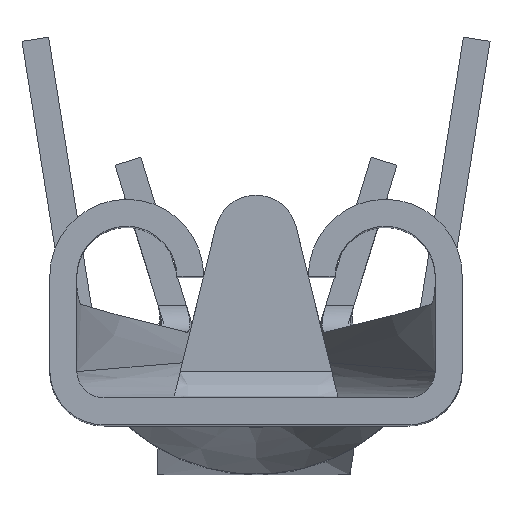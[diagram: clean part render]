
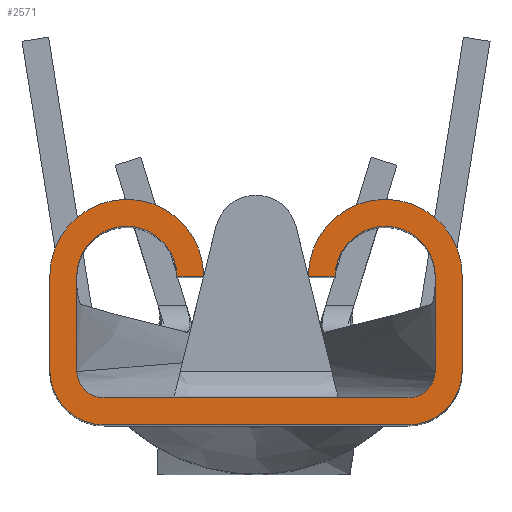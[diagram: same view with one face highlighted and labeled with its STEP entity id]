
A CAD part, top view. The second image highlights one B-rep face of the part: STEP entity #2571.
In plain terms, the highlighted planar face has unit normal (0, 0, 1).
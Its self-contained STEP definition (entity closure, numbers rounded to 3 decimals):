
#686=CARTESIAN_POINT('',(1.402,0.503,0.));
#687=DIRECTION('',(0.,0.,1.));
#688=DIRECTION('',(0.,-1.,0.));
#689=AXIS2_PLACEMENT_3D('',#686,#687,#688);
#691=DIRECTION('',(1.,0.,0.));
#692=VECTOR('',#691,2.804);
#693=CARTESIAN_POINT('',(-1.402,0.,0.));
#694=LINE('',#693,#692);
#695=CARTESIAN_POINT('',(-1.402,0.503,0.));
#696=DIRECTION('',(0.,0.,1.));
#697=DIRECTION('',(-1.,0.,0.));
#698=AXIS2_PLACEMENT_3D('',#695,#696,#697);
#700=DIRECTION('',(0.,-1.,0.));
#701=VECTOR('',#700,0.869);
#702=CARTESIAN_POINT('',(-1.905,1.372,0.));
#703=LINE('',#702,#701);
#704=CARTESIAN_POINT('',(-1.194,1.372,0.));
#705=DIRECTION('',(0.,0.,1.));
#706=DIRECTION('',(1.,0.,0.));
#707=AXIS2_PLACEMENT_3D('',#704,#705,#706);
#709=DIRECTION('',(1.,0.,0.));
#710=VECTOR('',#709,0.249);
#711=CARTESIAN_POINT('',(-0.732,1.372,0.));
#712=LINE('',#711,#710);
#713=CARTESIAN_POINT('',(-1.194,1.372,0.));
#714=DIRECTION('',(0.,0.,-1.));
#715=DIRECTION('',(-1.,0.,0.));
#716=AXIS2_PLACEMENT_3D('',#713,#714,#715);
#718=DIRECTION('',(0.,1.,0.));
#719=VECTOR('',#718,0.869);
#720=CARTESIAN_POINT('',(-1.656,0.503,0.));
#721=LINE('',#720,#719);
#722=CARTESIAN_POINT('',(-1.402,0.503,0.));
#723=DIRECTION('',(0.,0.,-1.));
#724=DIRECTION('',(0.,-1.,0.));
#725=AXIS2_PLACEMENT_3D('',#722,#723,#724);
#727=DIRECTION('',(-1.,0.,0.));
#728=VECTOR('',#727,2.804);
#729=CARTESIAN_POINT('',(1.402,0.249,0.));
#730=LINE('',#729,#728);
#731=CARTESIAN_POINT('',(1.402,0.503,0.));
#732=DIRECTION('',(0.,0.,-1.));
#733=DIRECTION('',(1.,0.,0.));
#734=AXIS2_PLACEMENT_3D('',#731,#732,#733);
#736=DIRECTION('',(0.,-1.,0.));
#737=VECTOR('',#736,0.869);
#738=CARTESIAN_POINT('',(1.656,1.372,0.));
#739=LINE('',#738,#737);
#740=CARTESIAN_POINT('',(1.194,1.372,0.));
#741=DIRECTION('',(0.,0.,-1.));
#742=DIRECTION('',(-1.,0.,0.));
#743=AXIS2_PLACEMENT_3D('',#740,#741,#742);
#745=DIRECTION('',(1.,0.,0.));
#746=VECTOR('',#745,0.249);
#747=CARTESIAN_POINT('',(0.483,1.372,0.));
#748=LINE('',#747,#746);
#749=CARTESIAN_POINT('',(1.194,1.372,0.));
#750=DIRECTION('',(0.,0.,1.));
#751=DIRECTION('',(1.,0.,0.));
#752=AXIS2_PLACEMENT_3D('',#749,#750,#751);
#754=DIRECTION('',(0.,1.,0.));
#755=VECTOR('',#754,0.869);
#756=CARTESIAN_POINT('',(1.905,0.503,0.));
#757=LINE('',#756,#755);
#1209=CARTESIAN_POINT('',(-1.402,0.,0.));
#1210=CARTESIAN_POINT('',(1.402,0.,0.));
#1211=VERTEX_POINT('',#1209);
#1212=VERTEX_POINT('',#1210);
#1213=CARTESIAN_POINT('',(1.905,0.503,0.));
#1214=VERTEX_POINT('',#1213);
#1215=CARTESIAN_POINT('',(1.905,1.372,0.));
#1216=VERTEX_POINT('',#1215);
#1217=CARTESIAN_POINT('',(0.483,1.372,0.));
#1218=VERTEX_POINT('',#1217);
#1219=CARTESIAN_POINT('',(0.732,1.372,0.));
#1220=VERTEX_POINT('',#1219);
#1221=CARTESIAN_POINT('',(1.656,1.372,0.));
#1222=VERTEX_POINT('',#1221);
#1223=CARTESIAN_POINT('',(1.656,0.503,0.));
#1224=VERTEX_POINT('',#1223);
#1225=CARTESIAN_POINT('',(1.402,0.249,0.));
#1226=VERTEX_POINT('',#1225);
#1227=CARTESIAN_POINT('',(-1.402,0.249,0.));
#1228=VERTEX_POINT('',#1227);
#1233=CARTESIAN_POINT('',(-1.656,0.503,0.));
#1234=VERTEX_POINT('',#1233);
#1235=CARTESIAN_POINT('',(-1.656,1.372,0.));
#1236=VERTEX_POINT('',#1235);
#1237=CARTESIAN_POINT('',(-0.732,1.372,0.));
#1238=VERTEX_POINT('',#1237);
#1239=CARTESIAN_POINT('',(-0.483,1.372,0.));
#1240=VERTEX_POINT('',#1239);
#1241=CARTESIAN_POINT('',(-1.905,1.372,0.));
#1242=VERTEX_POINT('',#1241);
#1243=CARTESIAN_POINT('',(-1.905,0.503,0.));
#1244=VERTEX_POINT('',#1243);
#2537=CARTESIAN_POINT('',(0.,0.,0.));
#2538=DIRECTION('',(0.,0.,1.));
#2539=DIRECTION('',(1.,0.,0.));
#2540=AXIS2_PLACEMENT_3D('',#2537,#2538,#2539);
#2541=PLANE('',#2540);
#2543=ORIENTED_EDGE('',*,*,#2542,.F.);
#2545=ORIENTED_EDGE('',*,*,#2544,.F.);
#2547=ORIENTED_EDGE('',*,*,#2546,.F.);
#2549=ORIENTED_EDGE('',*,*,#2548,.F.);
#2551=ORIENTED_EDGE('',*,*,#2550,.F.);
#2553=ORIENTED_EDGE('',*,*,#2552,.F.);
#2554=ORIENTED_EDGE('',*,*,#2271,.F.);
#2555=ORIENTED_EDGE('',*,*,#2287,.F.);
#2557=ORIENTED_EDGE('',*,*,#2556,.F.);
#2559=ORIENTED_EDGE('',*,*,#2558,.F.);
#2561=ORIENTED_EDGE('',*,*,#2560,.F.);
#2562=ORIENTED_EDGE('',*,*,#2502,.F.);
#2563=ORIENTED_EDGE('',*,*,#2517,.F.);
#2564=ORIENTED_EDGE('',*,*,#2528,.F.);
#2566=ORIENTED_EDGE('',*,*,#2565,.F.);
#2568=ORIENTED_EDGE('',*,*,#2567,.F.);
#2569=EDGE_LOOP('',(#2543,#2545,#2547,#2549,#2551,#2553,#2554,#2555,#2557,#2559,
#2561,#2562,#2563,#2564,#2566,#2568));
#2570=FACE_OUTER_BOUND('',#2569,.F.);
#690=CIRCLE('',#689,0.503);
#699=CIRCLE('',#698,0.503);
#708=CIRCLE('',#707,0.711);
#717=CIRCLE('',#716,0.462);
#726=CIRCLE('',#725,0.254);
#735=CIRCLE('',#734,0.254);
#744=CIRCLE('',#743,0.462);
#753=CIRCLE('',#752,0.711);
#2271=EDGE_CURVE('',#1236,#1238,#717,.T.);
#2287=EDGE_CURVE('',#1234,#1236,#721,.T.);
#2502=EDGE_CURVE('',#1222,#1224,#739,.T.);
#2517=EDGE_CURVE('',#1220,#1222,#744,.T.);
#2528=EDGE_CURVE('',#1218,#1220,#748,.T.);
#2542=EDGE_CURVE('',#1212,#1214,#690,.T.);
#2544=EDGE_CURVE('',#1211,#1212,#694,.T.);
#2546=EDGE_CURVE('',#1244,#1211,#699,.T.);
#2548=EDGE_CURVE('',#1242,#1244,#703,.T.);
#2550=EDGE_CURVE('',#1240,#1242,#708,.T.);
#2552=EDGE_CURVE('',#1238,#1240,#712,.T.);
#2556=EDGE_CURVE('',#1228,#1234,#726,.T.);
#2558=EDGE_CURVE('',#1226,#1228,#730,.T.);
#2560=EDGE_CURVE('',#1224,#1226,#735,.T.);
#2565=EDGE_CURVE('',#1216,#1218,#753,.T.);
#2567=EDGE_CURVE('',#1214,#1216,#757,.T.);
#2571=ADVANCED_FACE('',(#2570),#2541,.T.);
